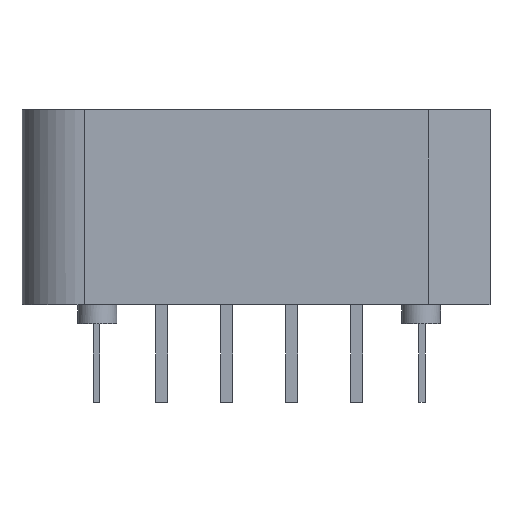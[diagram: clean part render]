
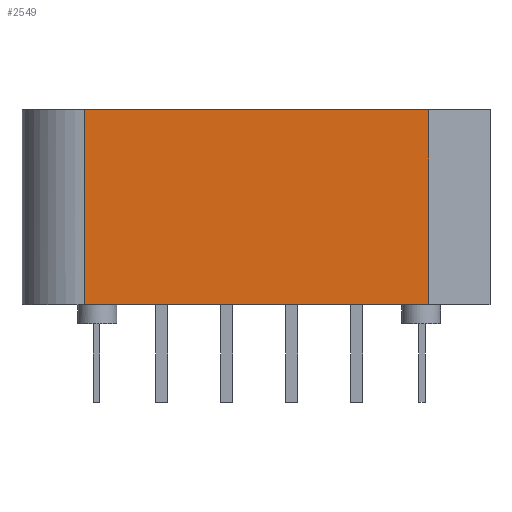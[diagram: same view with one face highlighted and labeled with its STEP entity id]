
A CAD part, front view. The second image highlights one B-rep face of the part: STEP entity #2549.
In plain terms, the highlighted planar face has unit normal (0, -1, 0).
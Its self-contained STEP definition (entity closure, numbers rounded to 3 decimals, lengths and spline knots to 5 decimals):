
#1079=PLANE('',#28211);
#2549=ADVANCED_FACE('',(#4552),#1079,.T.);
#4552=FACE_OUTER_BOUND('',#6068,.T.);
#6068=EDGE_LOOP('',(#14929,#14930,#14931,#14932));
#14929=ORIENTED_EDGE('',*,*,#22307,.T.);
#14930=ORIENTED_EDGE('',*,*,#22308,.T.);
#14931=ORIENTED_EDGE('',*,*,#22301,.T.);
#14932=ORIENTED_EDGE('',*,*,#22304,.T.);
#17873=VERTEX_POINT('',#53348);
#17874=VERTEX_POINT('',#53349);
#17875=VERTEX_POINT('',#53363);
#17876=VERTEX_POINT('',#53377);
#22301=EDGE_CURVE('',#17873,#17874,#26733,.T.);
#22304=EDGE_CURVE('',#17874,#17875,#26736,.T.);
#22307=EDGE_CURVE('',#17875,#17876,#26739,.T.);
#22308=EDGE_CURVE('',#17876,#17873,#26740,.T.);
#26733=B_SPLINE_CURVE_WITH_KNOTS('',3,(#53344,#53345,#53346,#53347),.UNSPECIFIED.,
.F.,.F.,(4,4),(0.,1.),.UNSPECIFIED.);
#26736=B_SPLINE_CURVE_WITH_KNOTS('',3,(#53359,#53360,#53361,#53362),.UNSPECIFIED.,
.F.,.F.,(4,4),(0.,1.),.UNSPECIFIED.);
#26739=B_SPLINE_CURVE_WITH_KNOTS('',3,(#53378,#53379,#53380,#53381),.UNSPECIFIED.,
.F.,.F.,(4,4),(0.,1.),.UNSPECIFIED.);
#26740=B_SPLINE_CURVE_WITH_KNOTS('',3,(#53383,#53384,#53385,#53386),.UNSPECIFIED.,
.F.,.F.,(4,4),(0.,1.),.UNSPECIFIED.);
#28211=AXIS2_PLACEMENT_3D('',#53388,#31152,#31153);
#31152=DIRECTION('',(0.,-1.,0.));
#31153=DIRECTION('',(0.,0.,-1.));
#53344=CARTESIAN_POINT('',(0.926,0.135,0.));
#53345=CARTESIAN_POINT('',(0.926,0.135,0.1));
#53346=CARTESIAN_POINT('',(0.926,0.135,0.2));
#53347=CARTESIAN_POINT('',(0.926,0.135,0.3));
#53348=CARTESIAN_POINT('',(0.926,0.135,0.));
#53349=CARTESIAN_POINT('',(0.926,0.135,0.3));
#53359=CARTESIAN_POINT('',(0.926,0.135,0.3));
#53360=CARTESIAN_POINT('',(0.74933,0.135,0.3));
#53361=CARTESIAN_POINT('',(0.57267,0.135,0.3));
#53362=CARTESIAN_POINT('',(0.396,0.135,0.3));
#53363=CARTESIAN_POINT('',(0.396,0.135,0.3));
#53377=CARTESIAN_POINT('',(0.396,0.135,0.));
#53378=CARTESIAN_POINT('',(0.396,0.135,0.3));
#53379=CARTESIAN_POINT('',(0.396,0.135,0.2));
#53380=CARTESIAN_POINT('',(0.396,0.135,0.1));
#53381=CARTESIAN_POINT('',(0.396,0.135,0.));
#53383=CARTESIAN_POINT('',(0.396,0.135,0.));
#53384=CARTESIAN_POINT('',(0.57267,0.135,0.));
#53385=CARTESIAN_POINT('',(0.74933,0.135,0.));
#53386=CARTESIAN_POINT('',(0.926,0.135,0.));
#53388=CARTESIAN_POINT('',(0.131,0.135,0.45));
